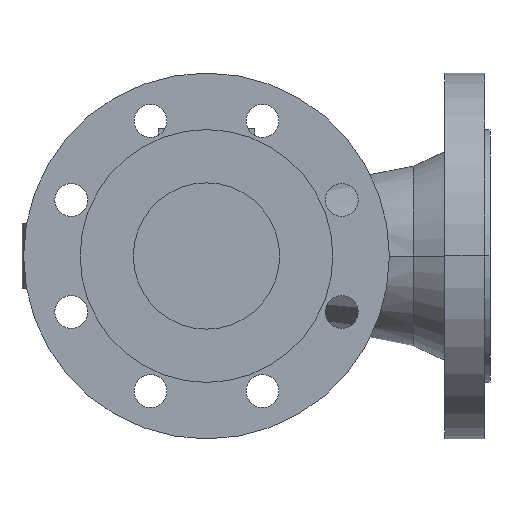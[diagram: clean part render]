
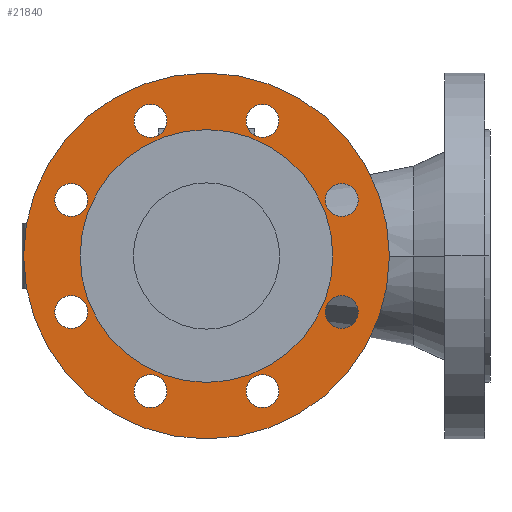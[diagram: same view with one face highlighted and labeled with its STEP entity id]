
A CAD part, front view. The second image highlights one B-rep face of the part: STEP entity #21840.
In plain terms, the highlighted planar face has unit normal (0, -1, 0).
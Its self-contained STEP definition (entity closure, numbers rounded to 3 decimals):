
#2100=CARTESIAN_POINT('',(69.1,3.,0.));
#2110=VERTEX_POINT('',#2100);
#2140=CARTESIAN_POINT('',(0.,3.,0.));
#2150=DIRECTION('',(0.,-1.,-0.));
#2160=DIRECTION('',(-1.,0.,0.));
#2170=AXIS2_PLACEMENT_3D('',#2140,#2150,#2160);
#2180=CIRCLE('',#2170,69.1);
#2190=CARTESIAN_POINT('',(-69.1,3.,0.));
#2200=VERTEX_POINT('',#2190);
#2210=EDGE_CURVE('',#2200,#2110,#2180,.T.);
#2500=CARTESIAN_POINT('',(-100.,3.,0.));
#2510=VERTEX_POINT('',#2500);
#2690=CARTESIAN_POINT('',(100.,3.,0.));
#2700=VERTEX_POINT('',#2690);
#2730=CARTESIAN_POINT('',(0.,3.,0.));
#2740=DIRECTION('',(0.,-1.,-0.));
#2750=DIRECTION('',(-1.,0.,0.));
#2760=AXIS2_PLACEMENT_3D('',#2730,#2740,#2750);
#2770=CIRCLE('',#2760,100.);
#2780=EDGE_CURVE('',#2700,#2510,#2770,.T.);
#10340=CARTESIAN_POINT('',(82.91,3.,-30.615));
#10350=VERTEX_POINT('',#10340);
#10380=CARTESIAN_POINT('',(73.91,3.,-30.615));
#10390=DIRECTION('',(-0.,1.,0.));
#10400=DIRECTION('',(1.,0.,0.));
#10410=AXIS2_PLACEMENT_3D('',#10380,#10390,#10400);
#10420=CIRCLE('',#10410,9.);
#10430=CARTESIAN_POINT('',(64.91,3.,-30.615));
#10440=VERTEX_POINT('',#10430);
#10450=EDGE_CURVE('',#10350,#10440,#10420,.T.);
#10760=CARTESIAN_POINT('',(82.91,3.,30.615));
#10770=VERTEX_POINT('',#10760);
#10930=CARTESIAN_POINT('',(64.91,3.,30.615));
#10940=VERTEX_POINT('',#10930);
#10970=CARTESIAN_POINT('',(73.91,3.,30.615));
#10980=DIRECTION('',(-0.,1.,0.));
#10990=DIRECTION('',(1.,0.,0.));
#11000=AXIS2_PLACEMENT_3D('',#10970,#10980,#10990);
#11010=CIRCLE('',#11000,9.);
#11020=EDGE_CURVE('',#10940,#10770,#11010,.T.);
#11180=CARTESIAN_POINT('',(21.615,3.,73.91));
#11190=VERTEX_POINT('',#11180);
#11350=CARTESIAN_POINT('',(39.615,3.,73.91));
#11360=VERTEX_POINT('',#11350);
#11390=CARTESIAN_POINT('',(30.615,3.,73.91));
#11400=DIRECTION('',(-0.,1.,0.));
#11410=DIRECTION('',(1.,0.,0.));
#11420=AXIS2_PLACEMENT_3D('',#11390,#11400,#11410);
#11430=CIRCLE('',#11420,9.);
#11440=EDGE_CURVE('',#11360,#11190,#11430,.T.);
#11600=CARTESIAN_POINT('',(-39.615,3.,73.91));
#11610=VERTEX_POINT('',#11600);
#11770=CARTESIAN_POINT('',(-21.615,3.,73.91));
#11780=VERTEX_POINT('',#11770);
#11810=CARTESIAN_POINT('',(-30.615,3.,73.91));
#11820=DIRECTION('',(-0.,1.,0.));
#11830=DIRECTION('',(1.,0.,0.));
#11840=AXIS2_PLACEMENT_3D('',#11810,#11820,#11830);
#11850=CIRCLE('',#11840,9.);
#11860=EDGE_CURVE('',#11780,#11610,#11850,.T.);
#12020=CARTESIAN_POINT('',(-64.91,3.,30.615));
#12030=VERTEX_POINT('',#12020);
#12190=CARTESIAN_POINT('',(-82.91,3.,30.615));
#12200=VERTEX_POINT('',#12190);
#12230=CARTESIAN_POINT('',(-73.91,3.,30.615));
#12240=DIRECTION('',(-0.,1.,0.));
#12250=DIRECTION('',(1.,0.,0.));
#12260=AXIS2_PLACEMENT_3D('',#12230,#12240,#12250);
#12270=CIRCLE('',#12260,9.);
#12280=EDGE_CURVE('',#12200,#12030,#12270,.T.);
#12440=CARTESIAN_POINT('',(-64.91,3.,-30.615));
#12450=VERTEX_POINT('',#12440);
#12610=CARTESIAN_POINT('',(-82.91,3.,-30.615));
#12620=VERTEX_POINT('',#12610);
#12650=CARTESIAN_POINT('',(-73.91,3.,-30.615));
#12660=DIRECTION('',(-0.,1.,0.));
#12670=DIRECTION('',(1.,0.,0.));
#12680=AXIS2_PLACEMENT_3D('',#12650,#12660,#12670);
#12690=CIRCLE('',#12680,9.);
#12700=EDGE_CURVE('',#12620,#12450,#12690,.T.);
#12860=CARTESIAN_POINT('',(-21.615,3.,-73.91));
#12870=VERTEX_POINT('',#12860);
#13030=CARTESIAN_POINT('',(-39.615,3.,-73.91));
#13040=VERTEX_POINT('',#13030);
#13070=CARTESIAN_POINT('',(-30.615,3.,-73.91));
#13080=DIRECTION('',(-0.,1.,0.));
#13090=DIRECTION('',(1.,0.,0.));
#13100=AXIS2_PLACEMENT_3D('',#13070,#13080,#13090);
#13110=CIRCLE('',#13100,9.);
#13120=EDGE_CURVE('',#13040,#12870,#13110,.T.);
#13280=CARTESIAN_POINT('',(39.615,3.,-73.91));
#13290=VERTEX_POINT('',#13280);
#13450=CARTESIAN_POINT('',(21.615,3.,-73.91));
#13460=VERTEX_POINT('',#13450);
#13490=CARTESIAN_POINT('',(30.615,3.,-73.91));
#13500=DIRECTION('',(-0.,1.,0.));
#13510=DIRECTION('',(1.,0.,0.));
#13520=AXIS2_PLACEMENT_3D('',#13490,#13500,#13510);
#13530=CIRCLE('',#13520,9.);
#13540=EDGE_CURVE('',#13460,#13290,#13530,.T.);
#21290=CARTESIAN_POINT('',(-84.55,3.,0.));
#21300=DIRECTION('',(0.,-1.,-0.));
#21310=DIRECTION('',(-1.,0.,0.));
#21320=AXIS2_PLACEMENT_3D('',#21290,#21300,#21310);
#21330=PLANE('',#21320);
#21340=EDGE_CURVE('',#13290,#13460,#13530,.T.);
#21350=ORIENTED_EDGE('',*,*,#21340,.T.);
#21360=ORIENTED_EDGE('',*,*,#13540,.T.);
#21370=EDGE_LOOP('',(#21360,#21350));
#21380=FACE_BOUND('',#21370,.T.);
#21390=EDGE_CURVE('',#12870,#13040,#13110,.T.);
#21400=ORIENTED_EDGE('',*,*,#21390,.T.);
#21410=ORIENTED_EDGE('',*,*,#13120,.T.);
#21420=EDGE_LOOP('',(#21410,#21400));
#21430=FACE_BOUND('',#21420,.T.);
#21440=EDGE_CURVE('',#12450,#12620,#12690,.T.);
#21450=ORIENTED_EDGE('',*,*,#21440,.T.);
#21460=ORIENTED_EDGE('',*,*,#12700,.T.);
#21470=EDGE_LOOP('',(#21460,#21450));
#21480=FACE_BOUND('',#21470,.T.);
#21490=EDGE_CURVE('',#12030,#12200,#12270,.T.);
#21500=ORIENTED_EDGE('',*,*,#21490,.T.);
#21510=ORIENTED_EDGE('',*,*,#12280,.T.);
#21520=EDGE_LOOP('',(#21510,#21500));
#21530=FACE_BOUND('',#21520,.T.);
#21540=EDGE_CURVE('',#11610,#11780,#11850,.T.);
#21550=ORIENTED_EDGE('',*,*,#21540,.T.);
#21560=ORIENTED_EDGE('',*,*,#11860,.T.);
#21570=EDGE_LOOP('',(#21560,#21550));
#21580=FACE_BOUND('',#21570,.T.);
#21590=EDGE_CURVE('',#11190,#11360,#11430,.T.);
#21600=ORIENTED_EDGE('',*,*,#21590,.T.);
#21610=ORIENTED_EDGE('',*,*,#11440,.T.);
#21620=EDGE_LOOP('',(#21610,#21600));
#21630=FACE_BOUND('',#21620,.T.);
#21640=EDGE_CURVE('',#10770,#10940,#11010,.T.);
#21650=ORIENTED_EDGE('',*,*,#21640,.T.);
#21660=ORIENTED_EDGE('',*,*,#11020,.T.);
#21670=EDGE_LOOP('',(#21660,#21650));
#21680=FACE_BOUND('',#21670,.T.);
#21690=EDGE_CURVE('',#10440,#10350,#10420,.T.);
#21700=ORIENTED_EDGE('',*,*,#21690,.T.);
#21710=ORIENTED_EDGE('',*,*,#10450,.T.);
#21720=EDGE_LOOP('',(#21710,#21700));
#21730=FACE_BOUND('',#21720,.T.);
#21740=EDGE_CURVE('',#2110,#2200,#2180,.T.);
#21750=ORIENTED_EDGE('',*,*,#21740,.F.);
#21760=ORIENTED_EDGE('',*,*,#2210,.F.);
#21770=EDGE_LOOP('',(#21760,#21750));
#21780=FACE_BOUND('',#21770,.T.);
#21790=EDGE_CURVE('',#2510,#2700,#2770,.T.);
#21800=ORIENTED_EDGE('',*,*,#21790,.T.);
#21810=ORIENTED_EDGE('',*,*,#2780,.T.);
#21820=EDGE_LOOP('',(#21810,#21800));
#21830=FACE_OUTER_BOUND('',#21820,.T.);
#21840=ADVANCED_FACE('',(#21380,#21430,#21480,#21530,#21580,#21630,
#21680,#21730,#21780,#21830),#21330,.T.);
